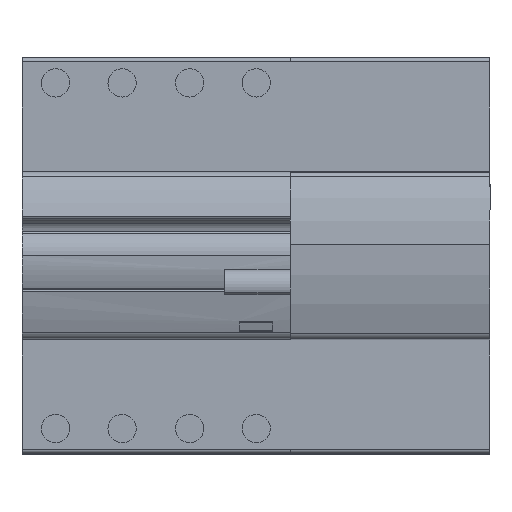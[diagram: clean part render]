
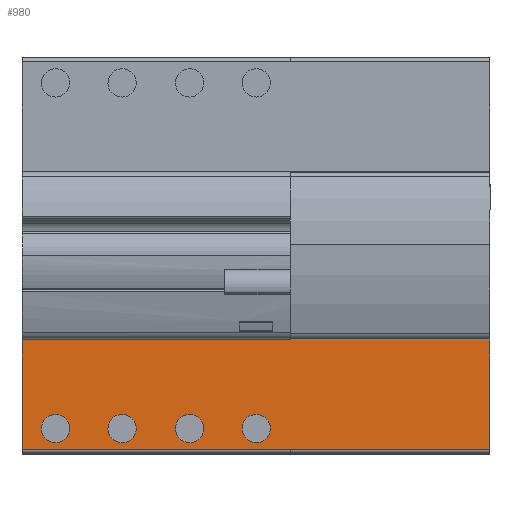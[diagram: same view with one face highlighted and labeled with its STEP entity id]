
A CAD part, top view. The second image highlights one B-rep face of the part: STEP entity #980.
In plain terms, the highlighted planar face has unit normal (0, 0, 1).
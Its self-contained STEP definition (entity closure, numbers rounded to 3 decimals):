
#856=AXIS2_PLACEMENT_3D('Plane Axis2P3D',#853,#854,#855) ;
#910=AXIS2_PLACEMENT_3D('Circle Axis2P3D',#908,#909,$) ;
#919=AXIS2_PLACEMENT_3D('Circle Axis2P3D',#917,#918,$) ;
#928=AXIS2_PLACEMENT_3D('Circle Axis2P3D',#926,#927,$) ;
#937=AXIS2_PLACEMENT_3D('Circle Axis2P3D',#935,#936,$) ;
#946=AXIS2_PLACEMENT_3D('Circle Axis2P3D',#944,#945,$) ;
#955=AXIS2_PLACEMENT_3D('Circle Axis2P3D',#953,#954,$) ;
#964=AXIS2_PLACEMENT_3D('Circle Axis2P3D',#962,#963,$) ;
#973=AXIS2_PLACEMENT_3D('Circle Axis2P3D',#971,#972,$) ;
#853=CARTESIAN_POINT('Axis2P3D Location',(-17.85,22.5,-14.)) ;
#858=CARTESIAN_POINT('Line Origine',(-17.85,-22.5,-14.)) ;
#862=CARTESIAN_POINT('Vertex',(-53.7,-22.5,-14.)) ;
#864=CARTESIAN_POINT('Vertex',(18.,-22.5,-14.)) ;
#867=CARTESIAN_POINT('Line Origine',(-53.7,-37.189,-14.)) ;
#871=CARTESIAN_POINT('Vertex',(-53.7,-51.878,-14.)) ;
#874=CARTESIAN_POINT('Line Origine',(-17.85,-51.878,-14.)) ;
#878=CARTESIAN_POINT('Vertex',(18.,-51.878,-14.)) ;
#881=CARTESIAN_POINT('Line Origine',(44.7,-51.878,-14.)) ;
#885=CARTESIAN_POINT('Vertex',(71.4,-51.878,-14.)) ;
#888=CARTESIAN_POINT('Line Origine',(71.4,-37.189,-14.)) ;
#892=CARTESIAN_POINT('Vertex',(71.4,-22.5,-14.)) ;
#895=CARTESIAN_POINT('Line Origine',(44.7,-22.5,-14.)) ;
#908=CARTESIAN_POINT('Axis2P3D Location',(-8.9,-46.2,-14.)) ;
#912=CARTESIAN_POINT('Vertex',(-12.218,-44.388,-14.)) ;
#914=CARTESIAN_POINT('Vertex',(-5.582,-48.012,-14.)) ;
#917=CARTESIAN_POINT('Axis2P3D Location',(-8.9,-46.2,-14.)) ;
#926=CARTESIAN_POINT('Axis2P3D Location',(8.9,-46.2,-14.)) ;
#930=CARTESIAN_POINT('Vertex',(5.582,-44.388,-14.)) ;
#932=CARTESIAN_POINT('Vertex',(12.218,-48.012,-14.)) ;
#935=CARTESIAN_POINT('Axis2P3D Location',(8.9,-46.2,-14.)) ;
#944=CARTESIAN_POINT('Axis2P3D Location',(-44.75,-46.2,-14.)) ;
#948=CARTESIAN_POINT('Vertex',(-48.068,-44.388,-14.)) ;
#950=CARTESIAN_POINT('Vertex',(-41.432,-48.012,-14.)) ;
#953=CARTESIAN_POINT('Axis2P3D Location',(-44.75,-46.2,-14.)) ;
#962=CARTESIAN_POINT('Axis2P3D Location',(-26.95,-46.2,-14.)) ;
#966=CARTESIAN_POINT('Vertex',(-30.268,-44.388,-14.)) ;
#968=CARTESIAN_POINT('Vertex',(-23.632,-48.012,-14.)) ;
#971=CARTESIAN_POINT('Axis2P3D Location',(-26.95,-46.2,-14.)) ;
#854=DIRECTION('Axis2P3D Direction',(0.,0.,-1.)) ;
#855=DIRECTION('Axis2P3D XDirection',(0.,1.,0.)) ;
#859=DIRECTION('Vector Direction',(1.,0.,0.)) ;
#868=DIRECTION('Vector Direction',(0.,1.,0.)) ;
#875=DIRECTION('Vector Direction',(1.,0.,0.)) ;
#882=DIRECTION('Vector Direction',(1.,0.,0.)) ;
#889=DIRECTION('Vector Direction',(0.,1.,0.)) ;
#896=DIRECTION('Vector Direction',(1.,0.,0.)) ;
#909=DIRECTION('Axis2P3D Direction',(0.,0.,-1.)) ;
#918=DIRECTION('Axis2P3D Direction',(0.,0.,-1.)) ;
#927=DIRECTION('Axis2P3D Direction',(0.,0.,-1.)) ;
#936=DIRECTION('Axis2P3D Direction',(0.,0.,-1.)) ;
#945=DIRECTION('Axis2P3D Direction',(0.,0.,-1.)) ;
#954=DIRECTION('Axis2P3D Direction',(0.,0.,-1.)) ;
#963=DIRECTION('Axis2P3D Direction',(0.,0.,-1.)) ;
#972=DIRECTION('Axis2P3D Direction',(0.,0.,-1.)) ;
#860=VECTOR('Line Direction',#859,1.) ;
#869=VECTOR('Line Direction',#868,1.) ;
#876=VECTOR('Line Direction',#875,1.) ;
#883=VECTOR('Line Direction',#882,1.) ;
#890=VECTOR('Line Direction',#889,1.) ;
#897=VECTOR('Line Direction',#896,1.) ;
#901=ORIENTED_EDGE('',*,*,#866,.F.) ;
#902=ORIENTED_EDGE('',*,*,#873,.T.) ;
#903=ORIENTED_EDGE('',*,*,#880,.T.) ;
#904=ORIENTED_EDGE('',*,*,#887,.T.) ;
#905=ORIENTED_EDGE('',*,*,#894,.T.) ;
#906=ORIENTED_EDGE('',*,*,#899,.F.) ;
#923=ORIENTED_EDGE('',*,*,#916,.F.) ;
#924=ORIENTED_EDGE('',*,*,#921,.F.) ;
#941=ORIENTED_EDGE('',*,*,#934,.F.) ;
#942=ORIENTED_EDGE('',*,*,#939,.F.) ;
#959=ORIENTED_EDGE('',*,*,#952,.F.) ;
#960=ORIENTED_EDGE('',*,*,#957,.F.) ;
#977=ORIENTED_EDGE('',*,*,#970,.F.) ;
#978=ORIENTED_EDGE('',*,*,#975,.F.) ;
#925=FACE_BOUND('',#922,.T.) ;
#943=FACE_BOUND('',#940,.T.) ;
#961=FACE_BOUND('',#958,.T.) ;
#979=FACE_BOUND('',#976,.T.) ;
#980=ADVANCED_FACE('PartBody',(#907,#925,#943,#961,#979),#857,.F.) ;
#911=CIRCLE('generated circle',#910,3.78) ;
#920=CIRCLE('generated circle',#919,3.78) ;
#929=CIRCLE('generated circle',#928,3.78) ;
#938=CIRCLE('generated circle',#937,3.78) ;
#947=CIRCLE('generated circle',#946,3.78) ;
#956=CIRCLE('generated circle',#955,3.78) ;
#965=CIRCLE('generated circle',#964,3.78) ;
#974=CIRCLE('generated circle',#973,3.78) ;
#866=EDGE_CURVE('',#863,#865,#861,.T.) ;
#873=EDGE_CURVE('',#863,#872,#870,.F.) ;
#880=EDGE_CURVE('',#872,#879,#877,.T.) ;
#887=EDGE_CURVE('',#879,#886,#884,.T.) ;
#894=EDGE_CURVE('',#886,#893,#891,.T.) ;
#899=EDGE_CURVE('',#865,#893,#898,.T.) ;
#916=EDGE_CURVE('',#913,#915,#911,.F.) ;
#921=EDGE_CURVE('',#915,#913,#920,.F.) ;
#934=EDGE_CURVE('',#931,#933,#929,.F.) ;
#939=EDGE_CURVE('',#933,#931,#938,.F.) ;
#952=EDGE_CURVE('',#949,#951,#947,.F.) ;
#957=EDGE_CURVE('',#951,#949,#956,.F.) ;
#970=EDGE_CURVE('',#967,#969,#965,.F.) ;
#975=EDGE_CURVE('',#969,#967,#974,.F.) ;
#900=EDGE_LOOP('',(#901,#902,#903,#904,#905,#906)) ;
#922=EDGE_LOOP('',(#923,#924)) ;
#940=EDGE_LOOP('',(#941,#942)) ;
#958=EDGE_LOOP('',(#959,#960)) ;
#976=EDGE_LOOP('',(#977,#978)) ;
#907=FACE_OUTER_BOUND('',#900,.T.) ;
#861=LINE('Line',#858,#860) ;
#870=LINE('Line',#867,#869) ;
#877=LINE('Line',#874,#876) ;
#884=LINE('Line',#881,#883) ;
#891=LINE('Line',#888,#890) ;
#898=LINE('Line',#895,#897) ;
#857=PLANE('',#856) ;
#863=VERTEX_POINT('',#862) ;
#865=VERTEX_POINT('',#864) ;
#872=VERTEX_POINT('',#871) ;
#879=VERTEX_POINT('',#878) ;
#886=VERTEX_POINT('',#885) ;
#893=VERTEX_POINT('',#892) ;
#913=VERTEX_POINT('',#912) ;
#915=VERTEX_POINT('',#914) ;
#931=VERTEX_POINT('',#930) ;
#933=VERTEX_POINT('',#932) ;
#949=VERTEX_POINT('',#948) ;
#951=VERTEX_POINT('',#950) ;
#967=VERTEX_POINT('',#966) ;
#969=VERTEX_POINT('',#968) ;
